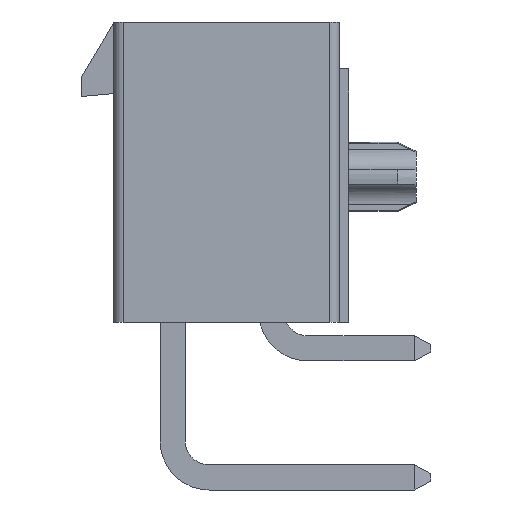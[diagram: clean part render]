
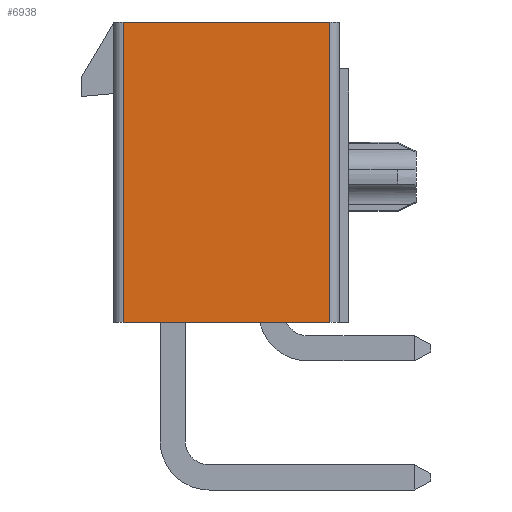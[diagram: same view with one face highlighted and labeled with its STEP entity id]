
A CAD part, left-side view. The second image highlights one B-rep face of the part: STEP entity #6938.
In plain terms, the highlighted planar face has unit normal (-1, 0, 0).
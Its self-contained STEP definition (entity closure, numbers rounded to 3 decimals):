
#26=DIRECTION('',(0.,1.,0.));
#27=VECTOR('',#26,8.8);
#28=CARTESIAN_POINT('',(-17.4,0.8,0.));
#29=LINE('',#28,#27);
#391=DIRECTION('',(0.,0.,1.));
#392=VECTOR('',#391,12.8);
#393=CARTESIAN_POINT('',(-17.4,9.6,-12.8));
#394=LINE('',#393,#392);
#400=DIRECTION('',(0.,0.,1.));
#401=VECTOR('',#400,12.8);
#402=CARTESIAN_POINT('',(-17.4,0.8,-12.8));
#403=LINE('',#402,#401);
#1038=DIRECTION('',(0.,1.,0.));
#1039=VECTOR('',#1038,8.8);
#1040=CARTESIAN_POINT('',(-17.4,0.8,-12.8));
#1041=LINE('',#1040,#1039);
#5232=CARTESIAN_POINT('',(-17.4,9.6,0.));
#5233=VERTEX_POINT('',#5232);
#5234=CARTESIAN_POINT('',(-17.4,9.6,-12.8));
#5235=VERTEX_POINT('',#5234);
#5236=CARTESIAN_POINT('',(-17.4,0.8,-12.8));
#5237=CARTESIAN_POINT('',(-17.4,0.8,0.));
#5238=VERTEX_POINT('',#5236);
#5239=VERTEX_POINT('',#5237);
#6925=CARTESIAN_POINT('',(-17.4,0.4,0.));
#6926=DIRECTION('',(-1.,0.,0.));
#6927=DIRECTION('',(0.,1.,0.));
#6928=AXIS2_PLACEMENT_3D('',#6925,#6926,#6927);
#6929=PLANE('',#6928);
#6930=ORIENTED_EDGE('',*,*,#6918,.T.);
#6931=ORIENTED_EDGE('',*,*,#6659,.F.);
#6933=ORIENTED_EDGE('',*,*,#6932,.F.);
#6935=ORIENTED_EDGE('',*,*,#6934,.T.);
#6936=EDGE_LOOP('',(#6930,#6931,#6933,#6935));
#6937=FACE_OUTER_BOUND('',#6936,.F.);
#6938=ADVANCED_FACE('',(#6937),#6929,.T.);
#6659=EDGE_CURVE('',#5239,#5233,#29,.T.);
#6918=EDGE_CURVE('',#5235,#5233,#394,.T.);
#6932=EDGE_CURVE('',#5238,#5239,#403,.T.);
#6934=EDGE_CURVE('',#5238,#5235,#1041,.T.);
